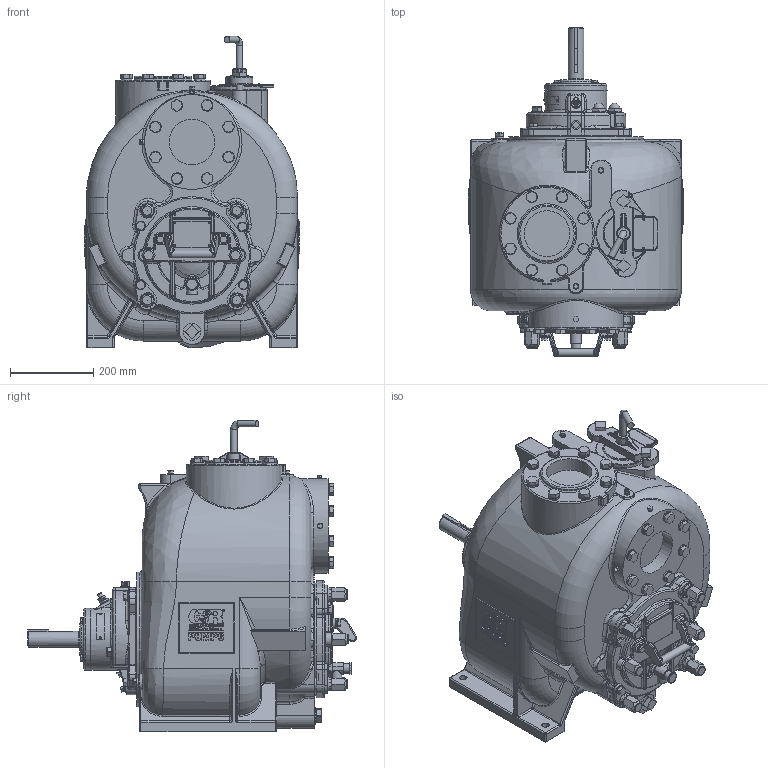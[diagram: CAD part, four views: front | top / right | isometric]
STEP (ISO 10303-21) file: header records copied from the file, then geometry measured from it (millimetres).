
FILE_DESCRIPTION(/* description */ ('Unknown'),/* implementation_level */ '2;1');
FILE_NAME(/* name */ '19017',/* time_stamp */ '2020-02-26T10:18:36-05:00',/* author */ ('Unknown'),/* organization */ ('Unknown'),/* preprocessor_version */ 'ST-DEVELOPER v16.7',/* originating_system */ 'DEX',/* authorisation */ $);
FILE_SCHEMA (('AUTOMOTIVE_DESIGN {1 0 10303 214 3 1 1}'));
Products named in the file (1): 19017
Bounding box: 520.07 x 792.25 x 749.62 mm (x, y, z)
Volume: 114822697.2 mm3; surface area: 1990322.3 mm2
Topology: 1 solids, 67 shells, 3825 faces, 9462 edges, 5821 vertices
Faces by surface type: plane 1659, cylinder 1020, bspline 489, torus 476, sphere 120, cone 61
Full cylindrical faces by diameter (mm): 2.388 x2, 2.527 x2, 2.845 x8, 3.048 x6, 3.175 x6, 9.525 x14, 9.779 x6, 10.527 x2, 10.716 x2, 11.113 x2, 12.7 x13, 13.005 x8, 13.106 x1, 13.462 x2, 14.287 x4, 15.875 x12, 16.271 x4, 16.32 x16, 17.348 x6, 17.462 x4, 17.982 x1, 18.863 x8, 18.923 x1, 19.05 x5, 19.812 x4, 21.209 x8, 22.174 x8, 22.225 x6, 22.276 x2, 22.352 x1
Entity records: 146844 total; most frequent: CARTESIAN_POINT 33118, DIRECTION 18211, ORIENTED_EDGE 17606, EDGE_CURVE 8803, AXIS2_PLACEMENT_3D 6867, VERTEX_POINT 5628, FACE_BOUND 4539, EDGE_LOOP 4529
